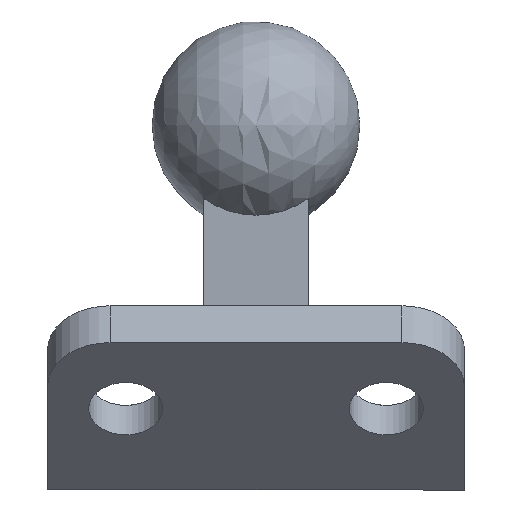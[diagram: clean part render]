
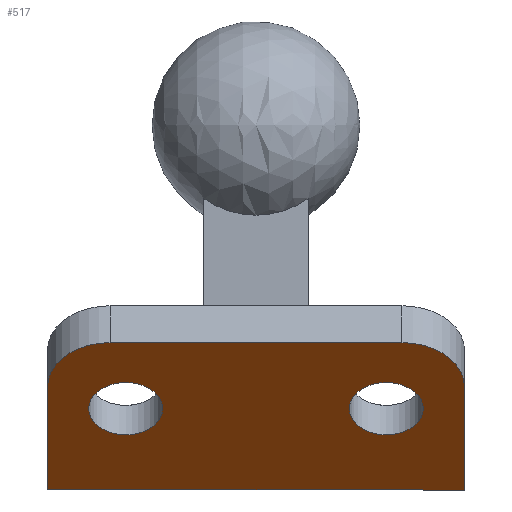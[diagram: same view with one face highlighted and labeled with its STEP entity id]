
A CAD part, left-side view. The second image highlights one B-rep face of the part: STEP entity #517.
In plain terms, the highlighted face is planar.
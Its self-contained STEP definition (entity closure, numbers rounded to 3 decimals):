
#43=FACE_BOUND('',#118,.T.);
#44=FACE_BOUND('',#119,.T.);
#56=PLANE('',#585);
#83=FACE_OUTER_BOUND('',#117,.T.);
#117=EDGE_LOOP('',(#462,#463,#464,#465,#466,#467));
#118=EDGE_LOOP('',(#468));
#119=EDGE_LOOP('',(#469));
#151=LINE('',#850,#195);
#154=LINE('',#858,#198);
#164=LINE('',#890,#208);
#165=LINE('',#891,#209);
#195=VECTOR('',#695,10.);
#198=VECTOR('',#704,10.);
#208=VECTOR('',#736,10.);
#209=VECTOR('',#737,10.);
#225=CIRCLE('',#558,1.775);
#227=CIRCLE('',#562,1.775);
#230=CIRCLE('',#570,3.);
#231=CIRCLE('',#573,3.);
#258=VERTEX_POINT('',#810);
#260=VERTEX_POINT('',#818);
#267=VERTEX_POINT('',#842);
#268=VERTEX_POINT('',#844);
#269=VERTEX_POINT('',#848);
#270=VERTEX_POINT('',#852);
#271=VERTEX_POINT('',#856);
#282=VERTEX_POINT('',#889);
#310=EDGE_CURVE('',#258,#258,#225,.T.);
#314=EDGE_CURVE('',#260,#260,#227,.T.);
#326=EDGE_CURVE('',#267,#268,#230,.T.);
#329=EDGE_CURVE('',#267,#269,#151,.T.);
#331=EDGE_CURVE('',#270,#269,#231,.T.);
#333=EDGE_CURVE('',#271,#270,#154,.T.);
#348=EDGE_CURVE('',#282,#271,#164,.T.);
#349=EDGE_CURVE('',#282,#268,#165,.T.);
#462=ORIENTED_EDGE('',*,*,#326,.F.);
#463=ORIENTED_EDGE('',*,*,#329,.T.);
#464=ORIENTED_EDGE('',*,*,#331,.F.);
#465=ORIENTED_EDGE('',*,*,#333,.F.);
#466=ORIENTED_EDGE('',*,*,#348,.F.);
#467=ORIENTED_EDGE('',*,*,#349,.T.);
#468=ORIENTED_EDGE('',*,*,#310,.T.);
#469=ORIENTED_EDGE('',*,*,#314,.T.);
#517=ADVANCED_FACE('',(#83,#43,#44),#56,.T.);
#558=AXIS2_PLACEMENT_3D('',#812,#654,#655);
#562=AXIS2_PLACEMENT_3D('',#820,#664,#665);
#570=AXIS2_PLACEMENT_3D('',#845,#689,#690);
#573=AXIS2_PLACEMENT_3D('',#854,#699,#700);
#585=AXIS2_PLACEMENT_3D('',#888,#734,#735);
#654=DIRECTION('center_axis',(0.707,-0.707,0.));
#655=DIRECTION('ref_axis',(0.707,0.707,0.));
#664=DIRECTION('center_axis',(0.707,-0.707,0.));
#665=DIRECTION('ref_axis',(0.707,0.707,0.));
#689=DIRECTION('center_axis',(0.707,-0.707,0.));
#690=DIRECTION('ref_axis',(-0.5,-0.5,-0.707));
#695=DIRECTION('',(0.,0.,1.));
#699=DIRECTION('center_axis',(0.707,-0.707,0.));
#700=DIRECTION('ref_axis',(-0.5,-0.5,0.707));
#704=DIRECTION('',(-0.707,-0.707,0.));
#734=DIRECTION('center_axis',(-0.707,0.707,0.));
#735=DIRECTION('ref_axis',(-0.707,-0.707,0.));
#736=DIRECTION('',(0.,0.,1.));
#737=DIRECTION('',(-0.707,-0.707,0.));
#810=CARTESIAN_POINT('',(144.843,-5.157,3.75));
#812=CARTESIAN_POINT('Origin',(146.098,-3.902,3.75));
#818=CARTESIAN_POINT('',(144.843,-5.157,16.25));
#820=CARTESIAN_POINT('Origin',(146.098,-3.902,16.25));
#842=CARTESIAN_POINT('',(142.929,-7.071,3.));
#844=CARTESIAN_POINT('',(145.05,-4.95,0.));
#845=CARTESIAN_POINT('Origin',(145.05,-4.95,3.));
#848=CARTESIAN_POINT('',(142.929,-7.071,17.));
#850=CARTESIAN_POINT('',(142.929,-7.071,0.));
#852=CARTESIAN_POINT('',(145.05,-4.95,20.));
#854=CARTESIAN_POINT('Origin',(145.05,-4.95,17.));
#856=CARTESIAN_POINT('',(150.,0.,20.));
#858=CARTESIAN_POINT('',(150.,0.,20.));
#888=CARTESIAN_POINT('Origin',(150.,0.,0.));
#889=CARTESIAN_POINT('',(150.,0.,0.));
#890=CARTESIAN_POINT('',(150.,0.,0.));
#891=CARTESIAN_POINT('',(150.,0.,0.));
